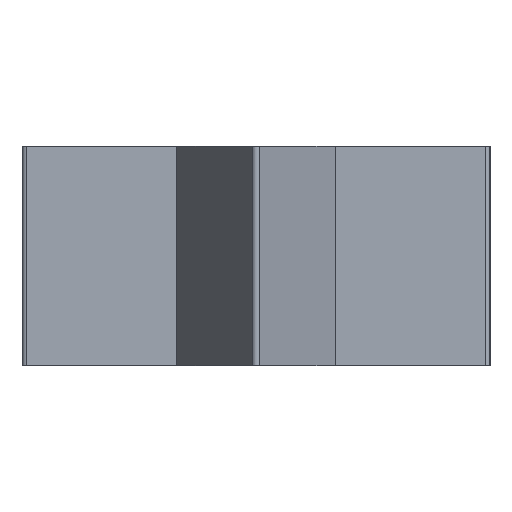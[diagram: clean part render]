
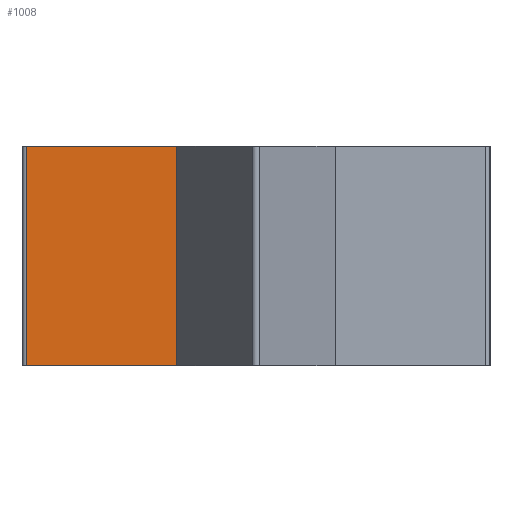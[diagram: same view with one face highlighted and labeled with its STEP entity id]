
A CAD part, front view. The second image highlights one B-rep face of the part: STEP entity #1008.
In plain terms, the highlighted planar face has unit normal (0, -1, 0).
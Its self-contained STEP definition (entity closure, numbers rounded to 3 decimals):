
#143 = ORIENTED_EDGE ( 'NONE', *, *, #365, .T. ) ;
#218 = CARTESIAN_POINT ( 'NONE',  ( -36.084, -62.5, 100. ) ) ;
#224 = LINE ( 'NONE', #1458, #1029 ) ;
#242 = PLANE ( 'NONE',  #1839 ) ;
#278 = LINE ( 'NONE', #733, #3065 ) ;
#293 = EDGE_CURVE ( 'NONE', #1542, #2327, #278, .T. ) ;
#365 = EDGE_CURVE ( 'NONE', #1542, #1697, #1429, .T. ) ;
#470 = FACE_OUTER_BOUND ( 'NONE', #651, .T. ) ;
#501 = DIRECTION ( 'NONE',  ( -1., 0., 0. ) ) ;
#528 = VERTEX_POINT ( 'NONE', #2732 ) ;
#609 = ORIENTED_EDGE ( 'NONE', *, *, #1461, .F. ) ;
#651 = EDGE_LOOP ( 'NONE', ( #754, #143, #668, #609 ) ) ;
#668 = ORIENTED_EDGE ( 'NONE', *, *, #840, .T. ) ;
#733 = CARTESIAN_POINT ( 'NONE',  ( -108.253, -62.5, 100. ) ) ;
#754 = ORIENTED_EDGE ( 'NONE', *, *, #293, .F. ) ;
#840 = EDGE_CURVE ( 'NONE', #1697, #528, #904, .T. ) ;
#854 = CARTESIAN_POINT ( 'NONE',  ( -108.253, -62.5, 0. ) ) ;
#890 = DIRECTION ( 'NONE',  ( 1., 0., 0. ) ) ;
#904 = LINE ( 'NONE', #854, #2918 ) ;
#918 = DIRECTION ( 'NONE',  ( 0., 1., 0. ) ) ;
#984 = DIRECTION ( 'NONE',  ( 0., 0., -1. ) ) ;
#1008 = ADVANCED_FACE ( 'NONE', ( #470 ), #242, .F. ) ;
#1013 = CARTESIAN_POINT ( 'NONE',  ( -104.789, -62.5, 100. ) ) ;
#1029 = VECTOR ( 'NONE', #1213, 1000. ) ;
#1213 = DIRECTION ( 'NONE',  ( 0., 0., -1. ) ) ;
#1429 = LINE ( 'NONE', #1013, #2504 ) ;
#1458 = CARTESIAN_POINT ( 'NONE',  ( -36.084, -62.5, 100. ) ) ;
#1461 = EDGE_CURVE ( 'NONE', #2327, #528, #224, .T. ) ;
#1542 = VERTEX_POINT ( 'NONE', #2927 ) ;
#1697 = VERTEX_POINT ( 'NONE', #2813 ) ;
#1715 = CARTESIAN_POINT ( 'NONE',  ( -108.253, -62.5, 100. ) ) ;
#1839 = AXIS2_PLACEMENT_3D ( 'NONE', #1715, #918, #501 ) ;
#2327 = VERTEX_POINT ( 'NONE', #218 ) ;
#2504 = VECTOR ( 'NONE', #984, 1000. ) ;
#2700 = DIRECTION ( 'NONE',  ( 1., 0., 0. ) ) ;
#2732 = CARTESIAN_POINT ( 'NONE',  ( -36.084, -62.5, 0. ) ) ;
#2813 = CARTESIAN_POINT ( 'NONE',  ( -104.789, -62.5, 0. ) ) ;
#2918 = VECTOR ( 'NONE', #890, 1000. ) ;
#2927 = CARTESIAN_POINT ( 'NONE',  ( -104.789, -62.5, 100. ) ) ;
#3065 = VECTOR ( 'NONE', #2700, 1000. ) ;
